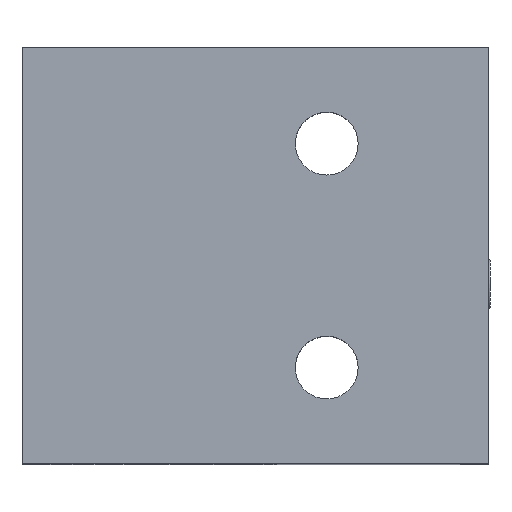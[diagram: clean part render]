
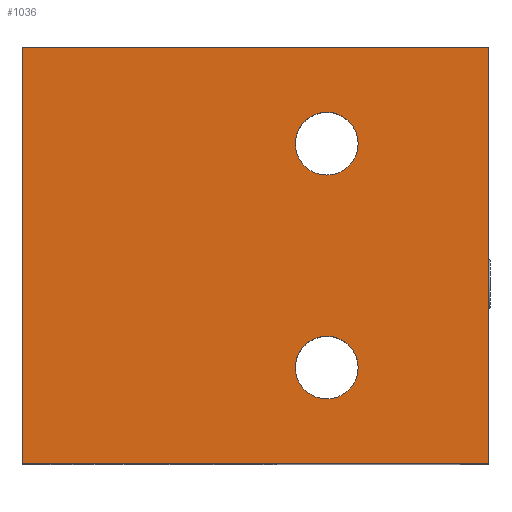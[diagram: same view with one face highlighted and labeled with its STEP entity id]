
A CAD part, top view. The second image highlights one B-rep face of the part: STEP entity #1036.
In plain terms, the highlighted planar face has unit normal (0, 0, 1).
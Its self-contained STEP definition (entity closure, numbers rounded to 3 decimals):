
#51=FACE_BOUND('',#211,.T.);
#52=FACE_BOUND('',#212,.T.);
#81=PLANE('',#1204);
#135=FACE_OUTER_BOUND('',#210,.T.);
#210=EDGE_LOOP('',(#879,#880,#881,#882));
#211=EDGE_LOOP('',(#883));
#212=EDGE_LOOP('',(#884));
#247=LINE('',#1660,#327);
#274=LINE('',#1839,#354);
#283=LINE('',#1854,#363);
#284=LINE('',#1856,#364);
#327=VECTOR('',#1340,10.);
#354=VECTOR('',#1453,10.);
#363=VECTOR('',#1468,10.);
#364=VECTOR('',#1471,10.);
#413=CIRCLE('',#1168,5.053);
#415=CIRCLE('',#1171,5.053);
#470=VERTEX_POINT('',#1657);
#471=VERTEX_POINT('',#1659);
#481=VERTEX_POINT('',#1759);
#483=VERTEX_POINT('',#1765);
#508=VERTEX_POINT('',#1838);
#511=VERTEX_POINT('',#1852);
#577=EDGE_CURVE('',#470,#471,#247,.T.);
#593=EDGE_CURVE('',#481,#481,#413,.T.);
#596=EDGE_CURVE('',#483,#483,#415,.T.);
#630=EDGE_CURVE('',#471,#508,#274,.T.);
#639=EDGE_CURVE('',#511,#470,#283,.T.);
#640=EDGE_CURVE('',#508,#511,#284,.T.);
#879=ORIENTED_EDGE('',*,*,#640,.F.);
#880=ORIENTED_EDGE('',*,*,#630,.F.);
#881=ORIENTED_EDGE('',*,*,#577,.F.);
#882=ORIENTED_EDGE('',*,*,#639,.F.);
#883=ORIENTED_EDGE('',*,*,#593,.T.);
#884=ORIENTED_EDGE('',*,*,#596,.T.);
#1036=ADVANCED_FACE('',(#135,#51,#52),#81,.T.);
#1168=AXIS2_PLACEMENT_3D('',#1761,#1371,#1372);
#1171=AXIS2_PLACEMENT_3D('',#1767,#1378,#1379);
#1204=AXIS2_PLACEMENT_3D('',#1858,#1474,#1475);
#1340=DIRECTION('',(0.,1.,0.));
#1371=DIRECTION('center_axis',(0.,0.,-1.));
#1372=DIRECTION('ref_axis',(-1.,0.,0.));
#1378=DIRECTION('center_axis',(0.,0.,-1.));
#1379=DIRECTION('ref_axis',(-1.,0.,0.));
#1453=DIRECTION('',(1.,0.,0.));
#1468=DIRECTION('',(-1.,0.,0.));
#1471=DIRECTION('',(0.,-1.,0.));
#1474=DIRECTION('center_axis',(0.,0.,1.));
#1475=DIRECTION('ref_axis',(1.,0.,0.));
#1657=CARTESIAN_POINT('',(-37.75,-33.5,36.));
#1659=CARTESIAN_POINT('',(-37.75,33.5,36.));
#1660=CARTESIAN_POINT('',(-37.75,33.5,36.));
#1759=CARTESIAN_POINT('',(16.303,18.,36.));
#1761=CARTESIAN_POINT('Origin',(11.25,18.,36.));
#1765=CARTESIAN_POINT('',(16.303,-18.,36.));
#1767=CARTESIAN_POINT('Origin',(11.25,-18.,36.));
#1838=CARTESIAN_POINT('',(37.25,33.5,36.));
#1839=CARTESIAN_POINT('',(-37.25,33.5,36.));
#1852=CARTESIAN_POINT('',(37.25,-33.5,36.));
#1854=CARTESIAN_POINT('',(-37.25,-33.5,36.));
#1856=CARTESIAN_POINT('',(37.25,33.5,36.));
#1858=CARTESIAN_POINT('Origin',(0.,0.,36.));
